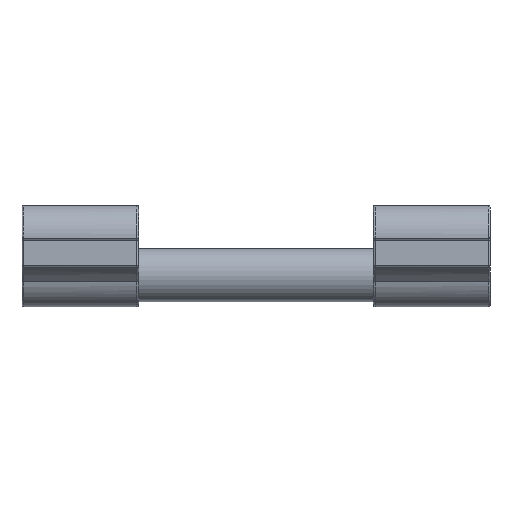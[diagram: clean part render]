
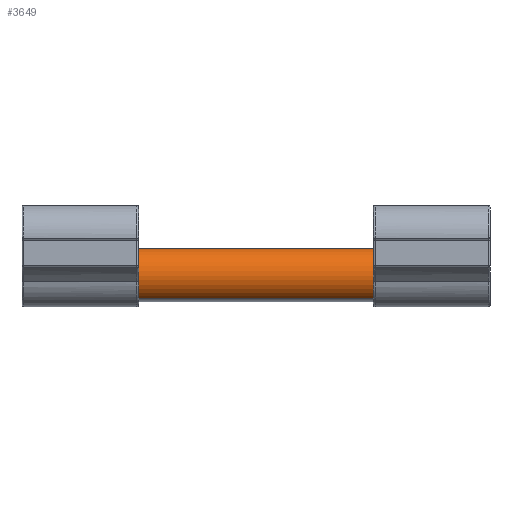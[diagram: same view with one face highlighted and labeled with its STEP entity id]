
A CAD part, front view. The second image highlights one B-rep face of the part: STEP entity #3649.
In plain terms, the highlighted cylindrical face has radius 15.875 mm (diameter 31.75 mm), a partial arc.
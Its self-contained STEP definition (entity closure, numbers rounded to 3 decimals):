
#37 = CARTESIAN_POINT ( 'NONE',  ( 271., 0., 15.875 ) ) ;
#467 = ORIENTED_EDGE ( 'NONE', *, *, #3139, .T. ) ;
#583 = CIRCLE ( 'NONE', #5825, 15.875 ) ;
#812 = CARTESIAN_POINT ( 'NONE',  ( 271., 0., 0. ) ) ;
#965 = CIRCLE ( 'NONE', #4509, 15.875 ) ;
#1014 = CARTESIAN_POINT ( 'NONE',  ( 0., 0., 0. ) ) ;
#1015 = ORIENTED_EDGE ( 'NONE', *, *, #5102, .F. ) ;
#1213 = VECTOR ( 'NONE', #3510, 1000. ) ;
#1341 = CARTESIAN_POINT ( 'NONE',  ( 0., 0., -15.875 ) ) ;
#1422 = DIRECTION ( 'NONE',  ( -1., 0., 0. ) ) ;
#1523 = LINE ( 'NONE', #4239, #4711 ) ;
#1583 = DIRECTION ( 'NONE',  ( 0., 0., -1. ) ) ;
#1649 = EDGE_CURVE ( 'NONE', #6408, #3768, #583, .T. ) ;
#1821 = CARTESIAN_POINT ( 'NONE',  ( 271., 0., 15.875 ) ) ;
#1908 = FACE_OUTER_BOUND ( 'NONE', #2900, .T. ) ;
#1973 = DIRECTION ( 'NONE',  ( -1., 0., 0. ) ) ;
#2198 = VERTEX_POINT ( 'NONE', #1341 ) ;
#2343 = CARTESIAN_POINT ( 'NONE',  ( 271., 0., 0. ) ) ;
#2594 = EDGE_CURVE ( 'NONE', #6408, #4522, #5790, .T. ) ;
#2900 = EDGE_LOOP ( 'NONE', ( #1015, #4072, #7001, #467 ) ) ;
#3139 = EDGE_CURVE ( 'NONE', #4522, #2198, #965, .T. ) ;
#3510 = DIRECTION ( 'NONE',  ( -1., 0., 0. ) ) ;
#3649 = ADVANCED_FACE ( 'NONE', ( #1908 ), #5668, .T. ) ;
#3768 = VERTEX_POINT ( 'NONE', #6721 ) ;
#4072 = ORIENTED_EDGE ( 'NONE', *, *, #1649, .F. ) ;
#4239 = CARTESIAN_POINT ( 'NONE',  ( 271., 0., -15.875 ) ) ;
#4509 = AXIS2_PLACEMENT_3D ( 'NONE', #1014, #5409, #1583 ) ;
#4522 = VERTEX_POINT ( 'NONE', #4949 ) ;
#4563 = DIRECTION ( 'NONE',  ( 0., 0., -1. ) ) ;
#4711 = VECTOR ( 'NONE', #1422, 1000. ) ;
#4949 = CARTESIAN_POINT ( 'NONE',  ( 0., 0., 15.875 ) ) ;
#5102 = EDGE_CURVE ( 'NONE', #3768, #2198, #1523, .T. ) ;
#5409 = DIRECTION ( 'NONE',  ( 1., 0., 0. ) ) ;
#5668 = CYLINDRICAL_SURFACE ( 'NONE', #6447, 15.875 ) ;
#5737 = DIRECTION ( 'NONE',  ( 0., 0., 1. ) ) ;
#5790 = LINE ( 'NONE', #1821, #1213 ) ;
#5825 = AXIS2_PLACEMENT_3D ( 'NONE', #2343, #6199, #4563 ) ;
#6199 = DIRECTION ( 'NONE',  ( 1., 0., 0. ) ) ;
#6408 = VERTEX_POINT ( 'NONE', #37 ) ;
#6447 = AXIS2_PLACEMENT_3D ( 'NONE', #812, #1973, #5737 ) ;
#6721 = CARTESIAN_POINT ( 'NONE',  ( 271., 0., -15.875 ) ) ;
#7001 = ORIENTED_EDGE ( 'NONE', *, *, #2594, .T. ) ;
